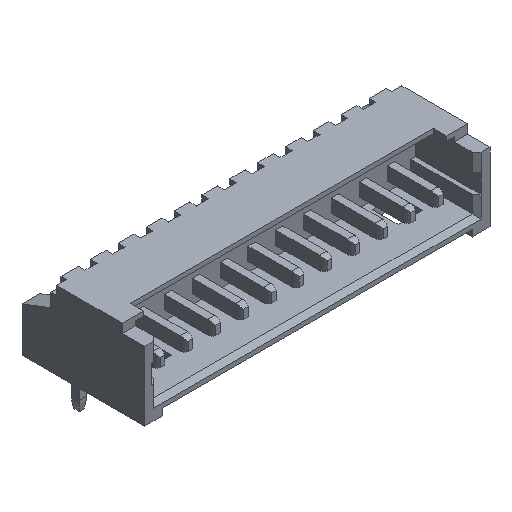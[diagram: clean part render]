
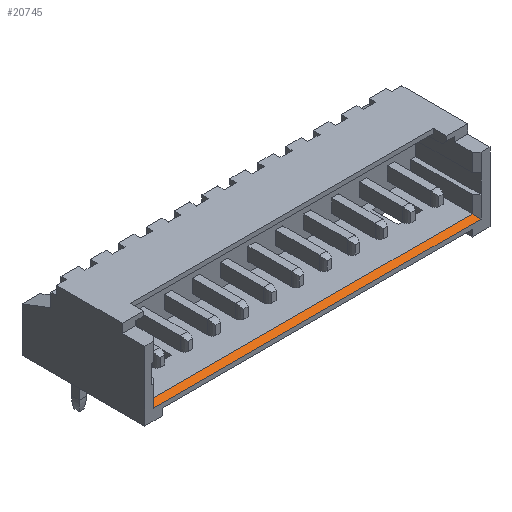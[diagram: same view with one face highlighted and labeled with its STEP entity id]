
A CAD part, isometric view. The second image highlights one B-rep face of the part: STEP entity #20745.
In plain terms, the highlighted planar face has unit normal (0, -0.707, 0.707).
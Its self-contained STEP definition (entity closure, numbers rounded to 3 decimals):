
#3271 = PLANE('',#3272);
#3272 = AXIS2_PLACEMENT_3D('',#3273,#3274,#3275);
#3273 = CARTESIAN_POINT('',(6.25,-4.45,1.8));
#3274 = DIRECTION('',(0.,-1.,0.));
#3275 = DIRECTION('',(-1.,0.,0.));
#7573 = VERTEX_POINT('',#7574);
#7574 = CARTESIAN_POINT('',(-1.1,-4.45,0.55));
#7588 = PLANE('',#7589);
#7589 = AXIS2_PLACEMENT_3D('',#7590,#7591,#7592);
#7590 = CARTESIAN_POINT('',(-1.1,-4.45,3.15));
#7591 = DIRECTION('',(0.707,-0.707,
    0.));
#7592 = DIRECTION('',(0.,0.,-1.));
#7600 = EDGE_CURVE('',#7573,#7601,#7603,.T.);
#7601 = VERTEX_POINT('',#7602);
#7602 = CARTESIAN_POINT('',(13.6,-4.45,0.55));
#7603 = SURFACE_CURVE('',#7604,(#7608,#7615),.PCURVE_S1.);
#7604 = LINE('',#7605,#7606);
#7605 = CARTESIAN_POINT('',(-1.1,-4.45,0.55));
#7606 = VECTOR('',#7607,1.);
#7607 = DIRECTION('',(1.,0.,0.));
#7608 = PCURVE('',#3271,#7609);
#7609 = DEFINITIONAL_REPRESENTATION('',(#7610),#7614);
#7610 = LINE('',#7611,#7612);
#7611 = CARTESIAN_POINT('',(7.35,1.25));
#7612 = VECTOR('',#7613,1.);
#7613 = DIRECTION('',(-1.,0.));
#7614 = ( GEOMETRIC_REPRESENTATION_CONTEXT(2) 
PARAMETRIC_REPRESENTATION_CONTEXT() REPRESENTATION_CONTEXT('2D SPACE',''
  ) );
#7615 = PCURVE('',#7616,#7621);
#7616 = PLANE('',#7617);
#7617 = AXIS2_PLACEMENT_3D('',#7618,#7619,#7620);
#7618 = CARTESIAN_POINT('',(-0.9,-4.45,0.55));
#7619 = DIRECTION('',(0.,-0.707,0.707));
#7620 = DIRECTION('',(1.,0.,0.));
#7621 = DEFINITIONAL_REPRESENTATION('',(#7622),#7626);
#7622 = LINE('',#7623,#7624);
#7623 = CARTESIAN_POINT('',(-0.2,0.));
#7624 = VECTOR('',#7625,1.);
#7625 = DIRECTION('',(1.,0.));
#7626 = ( GEOMETRIC_REPRESENTATION_CONTEXT(2) 
PARAMETRIC_REPRESENTATION_CONTEXT() REPRESENTATION_CONTEXT('2D SPACE',''
  ) );
#7642 = PLANE('',#7643);
#7643 = AXIS2_PLACEMENT_3D('',#7644,#7645,#7646);
#7644 = CARTESIAN_POINT('',(13.6,-4.45,0.75));
#7645 = DIRECTION('',(-0.707,-0.707,
    0.));
#7646 = DIRECTION('',(0.,0.,1.));
#14306 = PLANE('',#14307);
#14307 = AXIS2_PLACEMENT_3D('',#14308,#14309,#14310);
#14308 = CARTESIAN_POINT('',(-0.9,-4.45,0.75));
#14309 = DIRECTION('',(0.,0.,-1.));
#14310 = DIRECTION('',(1.,0.,0.));
#20702 = VERTEX_POINT('',#20703);
#20703 = CARTESIAN_POINT('',(-0.9,-4.25,0.75));
#20724 = EDGE_CURVE('',#7573,#20702,#20725,.T.);
#20725 = SURFACE_CURVE('',#20726,(#20730,#20737),.PCURVE_S1.);
#20726 = LINE('',#20727,#20728);
#20727 = CARTESIAN_POINT('',(-1.1,-4.45,0.55));
#20728 = VECTOR('',#20729,1.);
#20729 = DIRECTION('',(0.577,0.577,0.577));
#20730 = PCURVE('',#7588,#20731);
#20731 = DEFINITIONAL_REPRESENTATION('',(#20732),#20736);
#20732 = LINE('',#20733,#20734);
#20733 = CARTESIAN_POINT('',(2.6,0.));
#20734 = VECTOR('',#20735,1.);
#20735 = DIRECTION('',(-0.577,0.816));
#20736 = ( GEOMETRIC_REPRESENTATION_CONTEXT(2) 
PARAMETRIC_REPRESENTATION_CONTEXT() REPRESENTATION_CONTEXT('2D SPACE',''
  ) );
#20737 = PCURVE('',#7616,#20738);
#20738 = DEFINITIONAL_REPRESENTATION('',(#20739),#20743);
#20739 = LINE('',#20740,#20741);
#20740 = CARTESIAN_POINT('',(-0.2,0.));
#20741 = VECTOR('',#20742,1.);
#20742 = DIRECTION('',(0.577,0.816));
#20743 = ( GEOMETRIC_REPRESENTATION_CONTEXT(2) 
PARAMETRIC_REPRESENTATION_CONTEXT() REPRESENTATION_CONTEXT('2D SPACE',''
  ) );
#20745 = ADVANCED_FACE('',(#20746),#7616,.T.);
#20746 = FACE_BOUND('',#20747,.F.);
#20747 = EDGE_LOOP('',(#20748,#20749,#20750,#20773));
#20748 = ORIENTED_EDGE('',*,*,#7600,.F.);
#20749 = ORIENTED_EDGE('',*,*,#20724,.T.);
#20750 = ORIENTED_EDGE('',*,*,#20751,.T.);
#20751 = EDGE_CURVE('',#20702,#20752,#20754,.T.);
#20752 = VERTEX_POINT('',#20753);
#20753 = CARTESIAN_POINT('',(13.4,-4.25,0.75));
#20754 = SURFACE_CURVE('',#20755,(#20759,#20766),.PCURVE_S1.);
#20755 = LINE('',#20756,#20757);
#20756 = CARTESIAN_POINT('',(-0.9,-4.25,0.75));
#20757 = VECTOR('',#20758,1.);
#20758 = DIRECTION('',(1.,0.,0.));
#20759 = PCURVE('',#7616,#20760);
#20760 = DEFINITIONAL_REPRESENTATION('',(#20761),#20765);
#20761 = LINE('',#20762,#20763);
#20762 = CARTESIAN_POINT('',(0.,0.283));
#20763 = VECTOR('',#20764,1.);
#20764 = DIRECTION('',(1.,0.));
#20765 = ( GEOMETRIC_REPRESENTATION_CONTEXT(2) 
PARAMETRIC_REPRESENTATION_CONTEXT() REPRESENTATION_CONTEXT('2D SPACE',''
  ) );
#20766 = PCURVE('',#14306,#20767);
#20767 = DEFINITIONAL_REPRESENTATION('',(#20768),#20772);
#20768 = LINE('',#20769,#20770);
#20769 = CARTESIAN_POINT('',(0.,-0.2));
#20770 = VECTOR('',#20771,1.);
#20771 = DIRECTION('',(1.,0.));
#20772 = ( GEOMETRIC_REPRESENTATION_CONTEXT(2) 
PARAMETRIC_REPRESENTATION_CONTEXT() REPRESENTATION_CONTEXT('2D SPACE',''
  ) );
#20773 = ORIENTED_EDGE('',*,*,#20774,.F.);
#20774 = EDGE_CURVE('',#7601,#20752,#20775,.T.);
#20775 = SURFACE_CURVE('',#20776,(#20780,#20787),.PCURVE_S1.);
#20776 = LINE('',#20777,#20778);
#20777 = CARTESIAN_POINT('',(13.6,-4.45,0.55));
#20778 = VECTOR('',#20779,1.);
#20779 = DIRECTION('',(-0.577,0.577,0.577));
#20780 = PCURVE('',#7616,#20781);
#20781 = DEFINITIONAL_REPRESENTATION('',(#20782),#20786);
#20782 = LINE('',#20783,#20784);
#20783 = CARTESIAN_POINT('',(14.5,0.));
#20784 = VECTOR('',#20785,1.);
#20785 = DIRECTION('',(-0.577,0.816));
#20786 = ( GEOMETRIC_REPRESENTATION_CONTEXT(2) 
PARAMETRIC_REPRESENTATION_CONTEXT() REPRESENTATION_CONTEXT('2D SPACE',''
  ) );
#20787 = PCURVE('',#7642,#20788);
#20788 = DEFINITIONAL_REPRESENTATION('',(#20789),#20793);
#20789 = LINE('',#20790,#20791);
#20790 = CARTESIAN_POINT('',(-0.2,0.));
#20791 = VECTOR('',#20792,1.);
#20792 = DIRECTION('',(0.577,0.816));
#20793 = ( GEOMETRIC_REPRESENTATION_CONTEXT(2) 
PARAMETRIC_REPRESENTATION_CONTEXT() REPRESENTATION_CONTEXT('2D SPACE',''
  ) );
